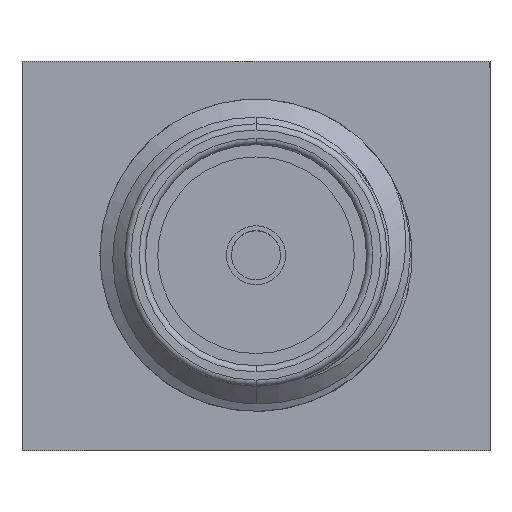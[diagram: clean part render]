
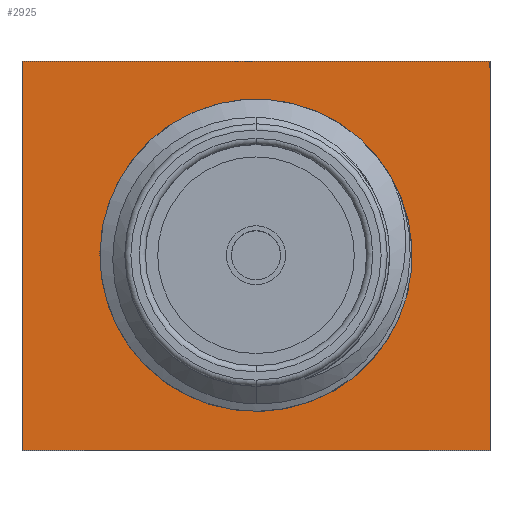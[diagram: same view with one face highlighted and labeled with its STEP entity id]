
A CAD part, top view. The second image highlights one B-rep face of the part: STEP entity #2925.
In plain terms, the highlighted planar face has unit normal (0, 0, 1).
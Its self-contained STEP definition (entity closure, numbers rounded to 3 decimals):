
#208 = VERTEX_POINT ( 'NONE', #3980 ) ;
#227 = CARTESIAN_POINT ( 'NONE',  ( 0., 0., 0. ) ) ;
#243 = DIRECTION ( 'NONE',  ( 0., 1., 0. ) ) ;
#628 = EDGE_CURVE ( 'NONE', #936, #3202, #2451, .T. ) ;
#647 = CARTESIAN_POINT ( 'NONE',  ( -4.76, 3.96, 0. ) ) ;
#674 = VECTOR ( 'NONE', #1834, 1000. ) ;
#710 = VECTOR ( 'NONE', #3099, 1000. ) ;
#720 = CARTESIAN_POINT ( 'NONE',  ( 4.76, -3.96, 0. ) ) ;
#936 = VERTEX_POINT ( 'NONE', #647 ) ;
#1260 = ORIENTED_EDGE ( 'NONE', *, *, #2217, .F. ) ;
#1291 = DIRECTION ( 'NONE',  ( 0., 0., 1. ) ) ;
#1302 = ORIENTED_EDGE ( 'NONE', *, *, #628, .F. ) ;
#1341 = CARTESIAN_POINT ( 'NONE',  ( 0., 0., 0. ) ) ;
#1478 = AXIS2_PLACEMENT_3D ( 'NONE', #1341, #3703, #1679 ) ;
#1679 = DIRECTION ( 'NONE',  ( 0., 1., 0. ) ) ;
#1757 = EDGE_CURVE ( 'NONE', #3647, #208, #4119, .T. ) ;
#1834 = DIRECTION ( 'NONE',  ( 1., 0., 0. ) ) ;
#2011 = VECTOR ( 'NONE', #2020, 1000. ) ;
#2020 = DIRECTION ( 'NONE',  ( 0., 1., 0. ) ) ;
#2217 = EDGE_CURVE ( 'NONE', #2671, #936, #2900, .T. ) ;
#2254 = DIRECTION ( 'NONE',  ( 0., 0., -1. ) ) ;
#2331 = CARTESIAN_POINT ( 'NONE',  ( 4.76, 3.96, 0. ) ) ;
#2370 = ORIENTED_EDGE ( 'NONE', *, *, #1757, .F. ) ;
#2394 = CARTESIAN_POINT ( 'NONE',  ( -4.76, -3.96, 0. ) ) ;
#2424 = EDGE_LOOP ( 'NONE', ( #2868, #1302, #1260, #2788 ) ) ;
#2449 = AXIS2_PLACEMENT_3D ( 'NONE', #3324, #1291, #3656 ) ;
#2451 = LINE ( 'NONE', #3862, #674 ) ;
#2480 = LINE ( 'NONE', #3087, #710 ) ;
#2587 = EDGE_CURVE ( 'NONE', #208, #3647, #3916, .T. ) ;
#2644 = VECTOR ( 'NONE', #3581, 1000. ) ;
#2671 = VERTEX_POINT ( 'NONE', #2394 ) ;
#2721 = EDGE_LOOP ( 'NONE', ( #3674, #2370 ) ) ;
#2788 = ORIENTED_EDGE ( 'NONE', *, *, #2859, .T. ) ;
#2859 = EDGE_CURVE ( 'NONE', #2671, #3159, #3543, .T. ) ;
#2868 = ORIENTED_EDGE ( 'NONE', *, *, #3190, .T. ) ;
#2900 = LINE ( 'NONE', #3005, #2011 ) ;
#2925 = ADVANCED_FACE ( 'NONE', ( #3348, #3451 ), #4256, .F. ) ;
#3005 = CARTESIAN_POINT ( 'NONE',  ( -4.76, 0., 0. ) ) ;
#3087 = CARTESIAN_POINT ( 'NONE',  ( 4.76, 0., 0. ) ) ;
#3099 = DIRECTION ( 'NONE',  ( 0., 1., 0. ) ) ;
#3159 = VERTEX_POINT ( 'NONE', #720 ) ;
#3190 = EDGE_CURVE ( 'NONE', #3159, #3202, #2480, .T. ) ;
#3202 = VERTEX_POINT ( 'NONE', #2331 ) ;
#3243 = CARTESIAN_POINT ( 'NONE',  ( 0., -3.96, 0. ) ) ;
#3324 = CARTESIAN_POINT ( 'NONE',  ( 0., 0., 0. ) ) ;
#3348 = FACE_BOUND ( 'NONE', #2721, .T. ) ;
#3351 = CARTESIAN_POINT ( 'NONE',  ( 0., 2.67, 0. ) ) ;
#3451 = FACE_OUTER_BOUND ( 'NONE', #2424, .T. ) ;
#3543 = LINE ( 'NONE', #3243, #2644 ) ;
#3581 = DIRECTION ( 'NONE',  ( 1., 0., 0. ) ) ;
#3647 = VERTEX_POINT ( 'NONE', #3351 ) ;
#3656 = DIRECTION ( 'NONE',  ( 0., 1., 0. ) ) ;
#3674 = ORIENTED_EDGE ( 'NONE', *, *, #2587, .F. ) ;
#3703 = DIRECTION ( 'NONE',  ( 0., 0., 1. ) ) ;
#3862 = CARTESIAN_POINT ( 'NONE',  ( 0., 3.96, 0. ) ) ;
#3916 = CIRCLE ( 'NONE', #1478, 2.67 ) ;
#3980 = CARTESIAN_POINT ( 'NONE',  ( 0., -2.67, 0. ) ) ;
#4119 = CIRCLE ( 'NONE', #2449, 2.67 ) ;
#4256 = PLANE ( 'NONE',  #4318 ) ;
#4318 = AXIS2_PLACEMENT_3D ( 'NONE', #227, #2254, #243 ) ;
